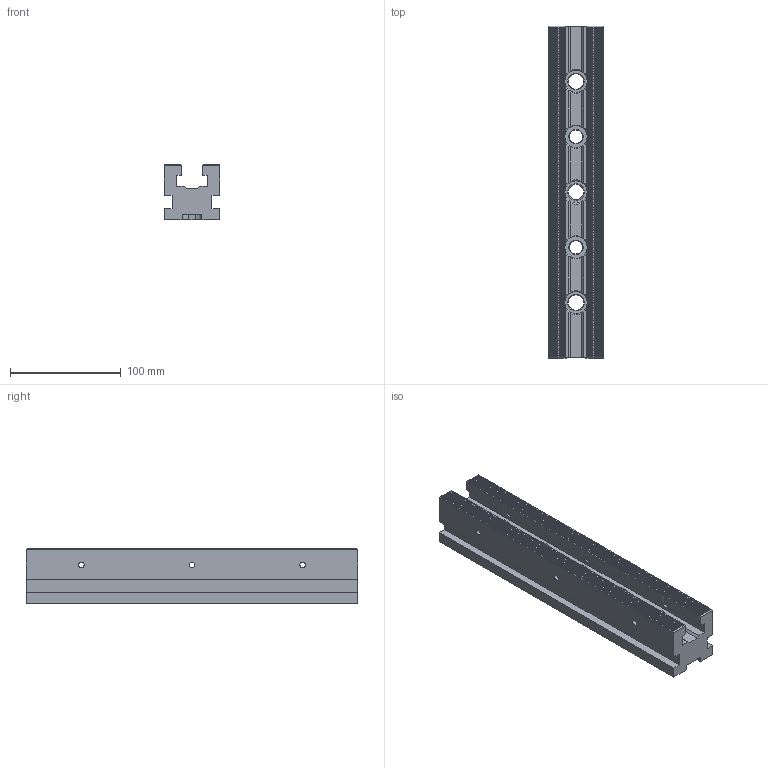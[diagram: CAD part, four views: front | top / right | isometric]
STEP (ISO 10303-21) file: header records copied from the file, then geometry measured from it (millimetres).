
FILE_DESCRIPTION( ( 'Unknown' ), '1' );
FILE_NAME( 'SVF-AB01-5030-100.stp', 'Unknown', ( 'Unknown' ), ( 'Unknown' ), 'PSStep 17.0.49', 'Unknown', ' ' );
FILE_SCHEMA( ( 'AUTOMOTIVE_DESIGN { 1 0 10303 214 1 1 1 1 }' ) );
Length unit declared in the file: millimetre
Products named in the file (1): 1
Bounding box: 50 x 300 x 50 mm (x, y, z)
Volume: 509159.4 mm3; surface area: 99047.9 mm2
Topology: 1 solids, 1 shells, 1324 faces, 3967 edges, 2645 vertices
Faces by surface type: plane 1260, cone 32, cylinder 32
Full cylindrical faces by diameter (mm): 5 x8, 12 x2, 14 x3, 20 x5
Entity records: 54158 total; most frequent: CARTESIAN_POINT 7989, ORIENTED_EDGE 7834, DIRECTION 6656, EDGE_CURVE 3917, LINE 3748, VECTOR 3748, VERTEX_POINT 2627, AXIS2_PLACEMENT_3D 1454
